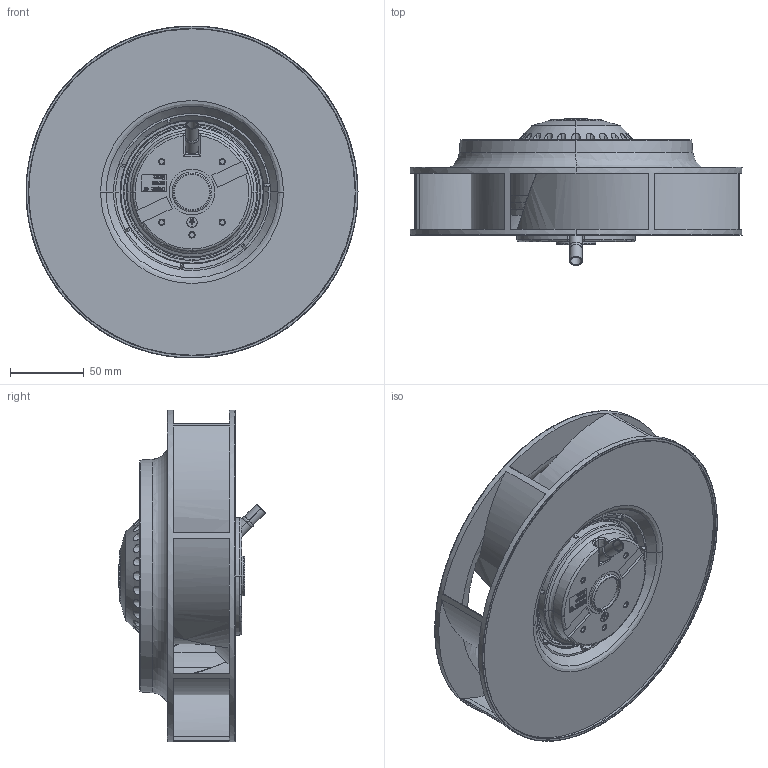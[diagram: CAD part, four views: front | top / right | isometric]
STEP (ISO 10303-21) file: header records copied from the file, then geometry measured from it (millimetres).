
FILE_DESCRIPTION (( 'STEP AP203' ), '1' );
FILE_NAME ('OAB22569_m2.stp', '2022-06-13T13:36:08', ( '' ), ( '' ), 'SwSTEP 2.0', 'SolidWorks 2018', '' );
FILE_SCHEMA (( 'CONFIG_CONTROL_DESIGN' ));
Products named in the file (1): OAB22569_m2
Bounding box: 225 x 99.59 x 225 mm (x, y, z)
Volume: 667226.3 mm3; surface area: 231580.6 mm2
Topology: 1 solids, 1 shells, 900 faces, 9247 edges, 8413 vertices
Faces by surface type: bspline 519, plane 371, torus 10
Entity records: 107702 total; most frequent: CARTESIAN_POINT 58621, ORIENTED_EDGE 18490, EDGE_CURVE 9245, VERTEX_POINT 8413, B_SPLINE_CURVE_WITH_KNOTS 6158, DIRECTION 1518, EDGE_LOOP 980, ADVANCED_FACE 900
